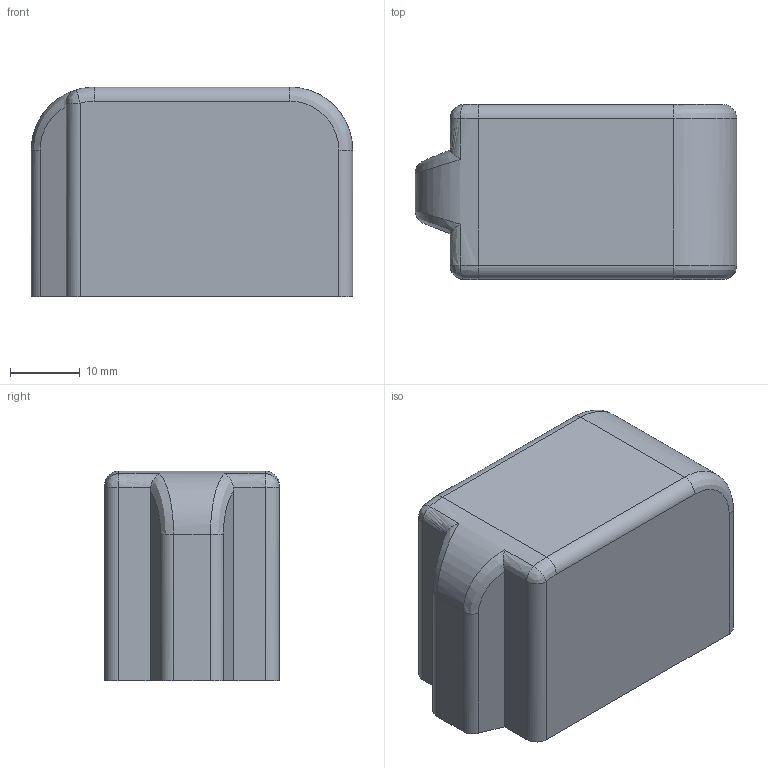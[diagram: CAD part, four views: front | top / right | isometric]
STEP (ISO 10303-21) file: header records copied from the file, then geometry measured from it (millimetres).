
FILE_DESCRIPTION(/* description */ (''),/* implementation_level */ '2;1');
FILE_NAME(/* name */ 'OpenDrop_Master',/* time_stamp */ '2019-01-08T22:53:27+10:00',/* author */ (''),/* organization */ (''),/* preprocessor_version */ 'ST-DEVELOPER v15',/* originating_system */ '',/* authorisation */ '');
FILE_SCHEMA (('AUTOMOTIVE_DESIGN'));
Length unit declared in the file: millimetre
Products named in the file (1): Document
Bounding box: 46 x 25 x 30 mm (x, y, z)
Volume: 31444.1 mm3; surface area: 5910 mm2
Topology: 1 solids, 1 shells, 30 faces, 70 edges, 42 vertices
Faces by surface type: bspline 20, plane 10
Entity records: 1060 total; most frequent: CARTESIAN_POINT 630, ORIENTED_EDGE 140, EDGE_CURVE 70, VERTEX_POINT 42, B_SPLINE_CURVE_WITH_KNOTS 33, ADVANCED_FACE 30, FACE_OUTER_BOUND 30, EDGE_LOOP 30
